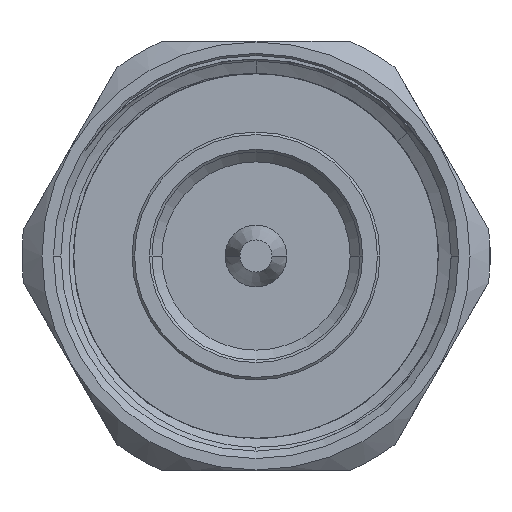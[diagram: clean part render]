
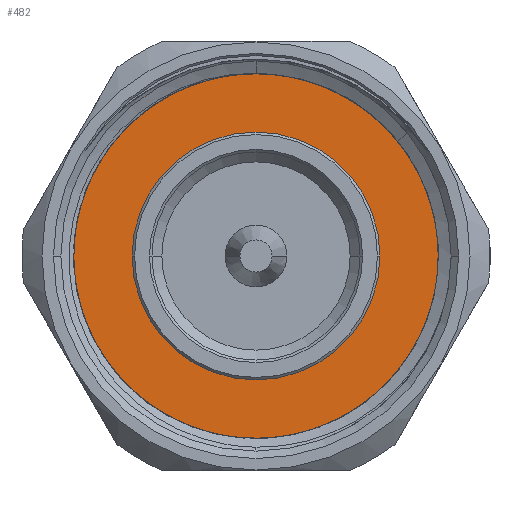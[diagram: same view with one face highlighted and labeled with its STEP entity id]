
A CAD part, left-side view. The second image highlights one B-rep face of the part: STEP entity #482.
In plain terms, the highlighted planar face has unit normal (-1, 0, 0).
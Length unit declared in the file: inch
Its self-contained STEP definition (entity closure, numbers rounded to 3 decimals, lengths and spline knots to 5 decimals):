
#190 = B_SPLINE_CURVE_WITH_KNOTS ( 'NONE', 3,
 ( #288, #2745, #4094, #1267, #1697, #2084, #3096, #1742, #711, #1002, #2787, #672, #3447, #4144, #1687, #4172, #3759, #2409, #1033, #1337, #4132, #1384, #690, #2810, #2754, #372, #3811, #1735, #2098, #2774, #3478, #2073, #2434, #3135 ),
 .UNSPECIFIED., .F., .F.,
 ( 4, 2, 2, 2, 2, 2, 2, 2, 2, 2, 2, 2, 2, 2, 2, 2, 4 ),
 ( 0., 0.00142, 0.00284, 0.00426, 0.00568, 0.0071, 0.00853, 0.00995, 0.01137, 0.01421, 0.01492, 0.01563, 0.01705, 0.01847, 0.01989, 0.02131, 0.02273 ),
 .UNSPECIFIED. ) ;
#288 = CARTESIAN_POINT ( 'NONE',  ( -0.58811, 0.36833, 0. ) ) ;
#372 = CARTESIAN_POINT ( 'NONE',  ( -0.58811, -0.09337, -0.37703 ) ) ;
#442 = CIRCLE ( 'NONE', #2796, 0.3937 ) ;
#473 = DIRECTION ( 'NONE',  ( -1., 0., 0. ) ) ;
#482 = ADVANCED_FACE ( 'NONE', ( #4482, #2847 ), #3937, .T. ) ;
#513 = LINE ( 'NONE', #1125, #1327 ) ;
#586 = CARTESIAN_POINT ( 'NONE',  ( -0.58811, -0.3937, 0. ) ) ;
#672 = CARTESIAN_POINT ( 'NONE',  ( -0.58811, 0.26397, -0.26976 ) ) ;
#690 = CARTESIAN_POINT ( 'NONE',  ( -0.58811, -0.01075, -0.38563 ) ) ;
#711 = CARTESIAN_POINT ( 'NONE',  ( -0.58811, 0.31944, -0.19606 ) ) ;
#729 = VERTEX_POINT ( 'NONE', #2165 ) ;
#737 = EDGE_LOOP ( 'NONE', ( #3536, #1102, #3991, #3940 ) ) ;
#825 = DIRECTION ( 'NONE',  ( -1., 0., 0. ) ) ;
#979 = DIRECTION ( 'NONE',  ( -1., 0., 0. ) ) ;
#1002 = CARTESIAN_POINT ( 'NONE',  ( -0.58811, 0.29945, -0.22719 ) ) ;
#1033 = CARTESIAN_POINT ( 'NONE',  ( -0.58811, 0.07264, -0.37827 ) ) ;
#1043 = CIRCLE ( 'NONE', #2334, 0.3937 ) ;
#1102 = ORIENTED_EDGE ( 'NONE', *, *, #3867, .T. ) ;
#1125 = CARTESIAN_POINT ( 'NONE',  ( -0.58811, 0.3937, 0. ) ) ;
#1138 = CARTESIAN_POINT ( 'NONE',  ( -0.58811, -0.24999, 0. ) ) ;
#1175 = DIRECTION ( 'NONE',  ( 0., -1., 0. ) ) ;
#1267 = CARTESIAN_POINT ( 'NONE',  ( -0.58811, 0.36341, -0.07443 ) ) ;
#1327 = VECTOR ( 'NONE', #2199, 39.37008 ) ;
#1337 = CARTESIAN_POINT ( 'NONE',  ( -0.58811, 0.02643, -0.38387 ) ) ;
#1384 = CARTESIAN_POINT ( 'NONE',  ( -0.58811, -0.00149, -0.38553 ) ) ;
#1476 = EDGE_CURVE ( 'NONE', #3831, #4490, #442, .T. ) ;
#1628 = EDGE_CURVE ( 'NONE', #2274, #3831, #1043, .T. ) ;
#1657 = DIRECTION ( 'NONE',  ( 0., -1., 0. ) ) ;
#1681 = CARTESIAN_POINT ( 'NONE',  ( -0.58811, 0.3937, 0. ) ) ;
#1687 = CARTESIAN_POINT ( 'NONE',  ( -0.58811, 0.20734, -0.31787 ) ) ;
#1697 = CARTESIAN_POINT ( 'NONE',  ( -0.58811, 0.35974, -0.0927 ) ) ;
#1729 = EDGE_CURVE ( 'NONE', #729, #3132, #2254, .T. ) ;
#1735 = CARTESIAN_POINT ( 'NONE',  ( -0.58811, -0.14696, -0.36127 ) ) ;
#1742 = CARTESIAN_POINT ( 'NONE',  ( -0.58811, 0.32839, -0.17951 ) ) ;
#1817 = CARTESIAN_POINT ( 'NONE',  ( -0.58811, 0.36833, 0. ) ) ;
#1897 = CARTESIAN_POINT ( 'NONE',  ( -0.58811, 0., 0. ) ) ;
#2042 = DIRECTION ( 'NONE',  ( 1., 0., 0. ) ) ;
#2073 = CARTESIAN_POINT ( 'NONE',  ( -0.58811, -0.24435, -0.30799 ) ) ;
#2084 = CARTESIAN_POINT ( 'NONE',  ( -0.58811, 0.34982, -0.12826 ) ) ;
#2097 = AXIS2_PLACEMENT_3D ( 'NONE', #2403, #3401, #1657 ) ;
#2098 = CARTESIAN_POINT ( 'NONE',  ( -0.58811, -0.16408, -0.3544 ) ) ;
#2129 = CARTESIAN_POINT ( 'NONE',  ( -0.58811, -0.27282, -0.28385 ) ) ;
#2165 = CARTESIAN_POINT ( 'NONE',  ( -0.58811, 0.24999, 0. ) ) ;
#2199 = DIRECTION ( 'NONE',  ( 0., -1., 0. ) ) ;
#2254 = CIRCLE ( 'NONE', #2097, 0.24999 ) ;
#2274 = VERTEX_POINT ( 'NONE', #2129 ) ;
#2333 = ORIENTED_EDGE ( 'NONE', *, *, #1729, .T. ) ;
#2334 = AXIS2_PLACEMENT_3D ( 'NONE', #3721, #979, #4487 ) ;
#2403 = CARTESIAN_POINT ( 'NONE',  ( -0.58811, 0., 0. ) ) ;
#2409 = CARTESIAN_POINT ( 'NONE',  ( -0.58811, 0.10823, -0.36857 ) ) ;
#2434 = CARTESIAN_POINT ( 'NONE',  ( -0.58811, -0.259, -0.29645 ) ) ;
#2732 = CARTESIAN_POINT ( 'NONE',  ( -0.58811, 0., 0. ) ) ;
#2745 = CARTESIAN_POINT ( 'NONE',  ( -0.58811, 0.36886, -0.01871 ) ) ;
#2754 = CARTESIAN_POINT ( 'NONE',  ( -0.58811, -0.05683, -0.38319 ) ) ;
#2761 = CIRCLE ( 'NONE', #3858, 0.24999 ) ;
#2774 = CARTESIAN_POINT ( 'NONE',  ( -0.58811, -0.19728, -0.33825 ) ) ;
#2787 = CARTESIAN_POINT ( 'NONE',  ( -0.58811, 0.28835, -0.24193 ) ) ;
#2796 = AXIS2_PLACEMENT_3D ( 'NONE', #3267, #473, #1175 ) ;
#2810 = CARTESIAN_POINT ( 'NONE',  ( -0.58811, -0.03846, -0.38495 ) ) ;
#2847 = FACE_BOUND ( 'NONE', #3192, .T. ) ;
#2955 = VERTEX_POINT ( 'NONE', #1817 ) ;
#3096 = CARTESIAN_POINT ( 'NONE',  ( -0.58811, 0.34356, -0.14563 ) ) ;
#3132 = VERTEX_POINT ( 'NONE', #1138 ) ;
#3135 = CARTESIAN_POINT ( 'NONE',  ( -0.58811, -0.27282, -0.28385 ) ) ;
#3192 = EDGE_LOOP ( 'NONE', ( #3877, #2333 ) ) ;
#3267 = CARTESIAN_POINT ( 'NONE',  ( -0.58811, 0., 0. ) ) ;
#3393 = EDGE_CURVE ( 'NONE', #4490, #2955, #513, .T. ) ;
#3401 = DIRECTION ( 'NONE',  ( 1., 0., 0. ) ) ;
#3447 = CARTESIAN_POINT ( 'NONE',  ( -0.58811, 0.25057, -0.28294 ) ) ;
#3478 = CARTESIAN_POINT ( 'NONE',  ( -0.58811, -0.21342, -0.32895 ) ) ;
#3536 = ORIENTED_EDGE ( 'NONE', *, *, #3393, .T. ) ;
#3563 = AXIS2_PLACEMENT_3D ( 'NONE', #1897, #825, #3605 ) ;
#3605 = DIRECTION ( 'NONE',  ( 0., -1., 0. ) ) ;
#3700 = EDGE_CURVE ( 'NONE', #3132, #729, #2761, .T. ) ;
#3721 = CARTESIAN_POINT ( 'NONE',  ( -0.58811, 0., 0. ) ) ;
#3733 = DIRECTION ( 'NONE',  ( 0., -1., 0. ) ) ;
#3759 = CARTESIAN_POINT ( 'NONE',  ( -0.58811, 0.15955, -0.34614 ) ) ;
#3811 = CARTESIAN_POINT ( 'NONE',  ( -0.58811, -0.11165, -0.37259 ) ) ;
#3831 = VERTEX_POINT ( 'NONE', #586 ) ;
#3858 = AXIS2_PLACEMENT_3D ( 'NONE', #2732, #2042, #3733 ) ;
#3867 = EDGE_CURVE ( 'NONE', #2955, #2274, #190, .T. ) ;
#3877 = ORIENTED_EDGE ( 'NONE', *, *, #3700, .T. ) ;
#3937 = PLANE ( 'NONE',  #3563 ) ;
#3940 = ORIENTED_EDGE ( 'NONE', *, *, #1476, .T. ) ;
#3991 = ORIENTED_EDGE ( 'NONE', *, *, #1628, .T. ) ;
#4094 = CARTESIAN_POINT ( 'NONE',  ( -0.58811, 0.36797, -0.03733 ) ) ;
#4132 = CARTESIAN_POINT ( 'NONE',  ( -0.58811, 0.01709, -0.38465 ) ) ;
#4144 = CARTESIAN_POINT ( 'NONE',  ( -0.58811, 0.22225, -0.30698 ) ) ;
#4172 = CARTESIAN_POINT ( 'NONE',  ( -0.58811, 0.17602, -0.33744 ) ) ;
#4482 = FACE_OUTER_BOUND ( 'NONE', #737, .T. ) ;
#4487 = DIRECTION ( 'NONE',  ( 0., -1., 0. ) ) ;
#4490 = VERTEX_POINT ( 'NONE', #1681 ) ;
